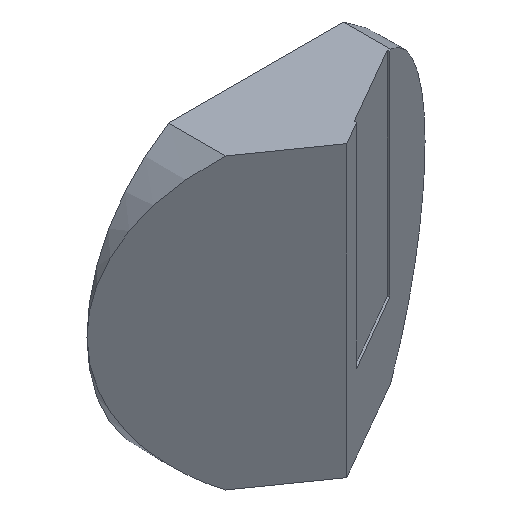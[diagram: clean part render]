
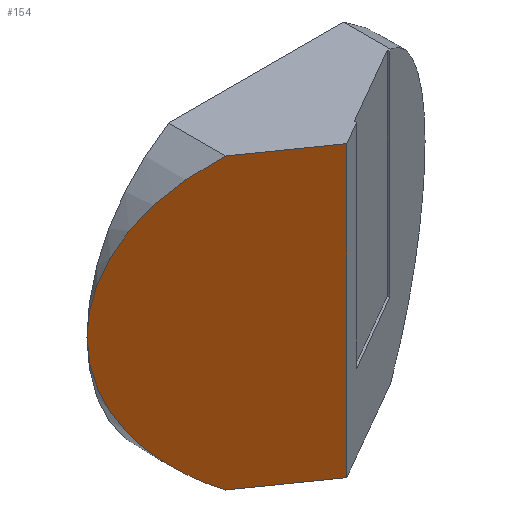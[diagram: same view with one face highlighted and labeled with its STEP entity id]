
A CAD part, isometric view. The second image highlights one B-rep face of the part: STEP entity #154.
In plain terms, the highlighted planar face has unit normal (-0.574, -0.819, 0).
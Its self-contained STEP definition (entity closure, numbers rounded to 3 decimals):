
#15 = DIRECTION ( 'NONE',  ( 0.819, -0.574, 0. ) ) ;
#20 = CARTESIAN_POINT ( 'NONE',  ( -4.327, 51.521, 38.5 ) ) ;
#21 = EDGE_CURVE ( 'NONE', #652, #719, #426, .T. ) ;
#68 = LINE ( 'NONE', #461, #127 ) ;
#69 = ORIENTED_EDGE ( 'NONE', *, *, #307, .T. ) ;
#86 = CARTESIAN_POINT ( 'NONE',  ( -23.297, 64.803, 38.5 ) ) ;
#114 = EDGE_CURVE ( 'NONE', #116, #211, #68, .T. ) ;
#115 = DIRECTION ( 'NONE',  ( 0., 0., 1. ) ) ;
#116 = VERTEX_POINT ( 'NONE', #408 ) ;
#127 = VECTOR ( 'NONE', #115, 1000. ) ;
#141 = CARTESIAN_POINT ( 'NONE',  ( -23.297, 64.803, -38.5 ) ) ;
#151 = CARTESIAN_POINT ( 'NONE',  ( -37.086, 74.458, -30.156 ) ) ;
#154 = ADVANCED_FACE ( 'NONE', ( #566 ), #345, .T. ) ;
#185 = VECTOR ( 'NONE', #660, 1000. ) ;
#203 = CARTESIAN_POINT ( 'NONE',  ( -23.297, 64.803, -38.5 ) ) ;
#205 = EDGE_CURVE ( 'NONE', #719, #116, #360, .T. ) ;
#211 = VERTEX_POINT ( 'NONE', #20 ) ;
#225 = CARTESIAN_POINT ( 'NONE',  ( -45., 80., 0. ) ) ;
#227 = DIRECTION ( 'NONE',  ( -0.574, -0.819, 0. ) ) ;
#266 = CARTESIAN_POINT ( 'NONE',  ( -45., 80., 0. ) ) ;
#307 = EDGE_CURVE ( 'NONE', #478, #652, #571, .T. ) ;
#320 = LINE ( 'NONE', #488, #185 ) ;
#326 = CARTESIAN_POINT ( 'NONE',  ( -45., 80., 16.117 ) ) ;
#343 = ORIENTED_EDGE ( 'NONE', *, *, #21, .T. ) ;
#345 = PLANE ( 'NONE',  #523 ) ;
#360 = LINE ( 'NONE', #476, #569 ) ;
#406 = ORIENTED_EDGE ( 'NONE', *, *, #205, .T. ) ;
#408 = CARTESIAN_POINT ( 'NONE',  ( -4.327, 51.521, -38.5 ) ) ;
#426 =( BOUNDED_CURVE ( )  B_SPLINE_CURVE ( 3, ( #664, #705, #151, #203 ),
 .UNSPECIFIED., .F., .F. ) 
 B_SPLINE_CURVE_WITH_KNOTS ( ( 4, 4 ),
 ( 3.142, 4.168 ),
 .UNSPECIFIED. ) 
 CURVE ( )  GEOMETRIC_REPRESENTATION_ITEM ( )  RATIONAL_B_SPLINE_CURVE ( ( 1., 0.914, 0.914, 1. ) ) 
 REPRESENTATION_ITEM ( '' )  );
#452 = CARTESIAN_POINT ( 'NONE',  ( -45., 80., -45. ) ) ;
#461 = CARTESIAN_POINT ( 'NONE',  ( -4.327, 51.521, -45. ) ) ;
#476 = CARTESIAN_POINT ( 'NONE',  ( -45., 80., -38.5 ) ) ;
#478 = VERTEX_POINT ( 'NONE', #86 ) ;
#488 = CARTESIAN_POINT ( 'NONE',  ( -45., 80., 38.5 ) ) ;
#500 = CARTESIAN_POINT ( 'NONE',  ( -37.086, 74.458, 30.156 ) ) ;
#523 = AXIS2_PLACEMENT_3D ( 'NONE', #452, #227, #676 ) ;
#537 = ORIENTED_EDGE ( 'NONE', *, *, #540, .F. ) ;
#540 = EDGE_CURVE ( 'NONE', #478, #211, #320, .T. ) ;
#565 = EDGE_LOOP ( 'NONE', ( #537, #69, #343, #406, #720 ) ) ;
#566 = FACE_OUTER_BOUND ( 'NONE', #565, .T. ) ;
#569 = VECTOR ( 'NONE', #15, 1000. ) ;
#571 =( BOUNDED_CURVE ( )  B_SPLINE_CURVE ( 3, ( #654, #500, #326, #266 ),
 .UNSPECIFIED., .F., .F. ) 
 B_SPLINE_CURVE_WITH_KNOTS ( ( 4, 4 ),
 ( 2.115, 3.142 ),
 .UNSPECIFIED. ) 
 CURVE ( )  GEOMETRIC_REPRESENTATION_ITEM ( )  RATIONAL_B_SPLINE_CURVE ( ( 1., 0.914, 0.914, 1. ) ) 
 REPRESENTATION_ITEM ( '' )  );
#652 = VERTEX_POINT ( 'NONE', #225 ) ;
#654 = CARTESIAN_POINT ( 'NONE',  ( -23.297, 64.803, 38.5 ) ) ;
#660 = DIRECTION ( 'NONE',  ( 0.819, -0.574, 0. ) ) ;
#664 = CARTESIAN_POINT ( 'NONE',  ( -45., 80., 0. ) ) ;
#676 = DIRECTION ( 'NONE',  ( 0.819, -0.574, 0. ) ) ;
#705 = CARTESIAN_POINT ( 'NONE',  ( -45., 80., -16.117 ) ) ;
#719 = VERTEX_POINT ( 'NONE', #141 ) ;
#720 = ORIENTED_EDGE ( 'NONE', *, *, #114, .T. ) ;
